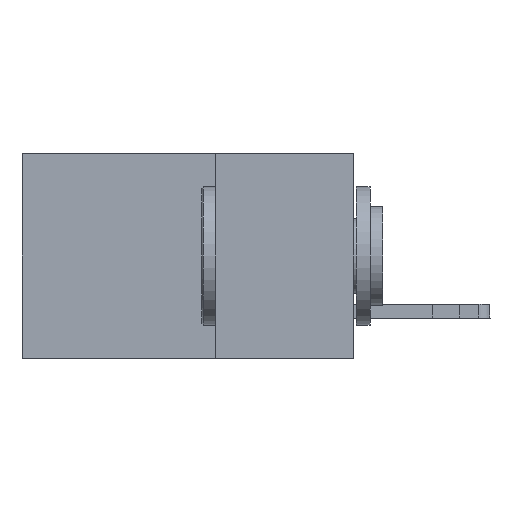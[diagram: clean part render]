
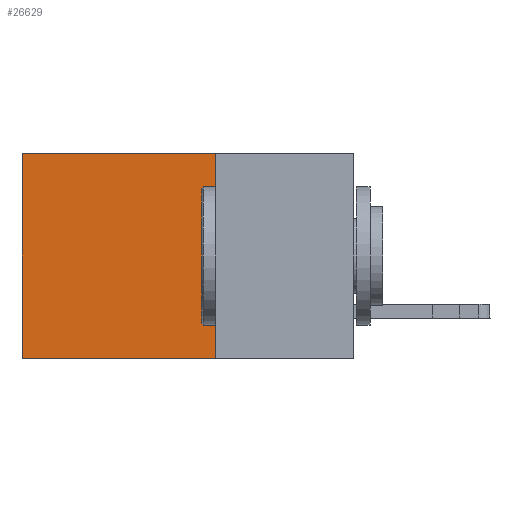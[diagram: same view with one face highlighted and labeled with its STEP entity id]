
A CAD part, left-side view. The second image highlights one B-rep face of the part: STEP entity #26629.
In plain terms, the highlighted planar face has unit normal (-1, 0, 0).
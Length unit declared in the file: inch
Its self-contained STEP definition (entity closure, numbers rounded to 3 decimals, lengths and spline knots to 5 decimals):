
#1544 = EDGE_CURVE ( 'NONE', #29571, #2544, #8782, .T. ) ;
#2278 = CARTESIAN_POINT ( 'NONE',  ( 0.2875, 0.25, -0.37 ) ) ;
#2544 = VERTEX_POINT ( 'NONE', #30939 ) ;
#3635 = VECTOR ( 'NONE', #20422, 39.37008 ) ;
#4462 = DIRECTION ( 'NONE',  ( 0., 1., 0. ) ) ;
#6229 = DIRECTION ( 'NONE',  ( 0., 0., -1. ) ) ;
#8782 = LINE ( 'NONE', #2278, #9566 ) ;
#9566 = VECTOR ( 'NONE', #4462, 39.37008 ) ;
#10506 = EDGE_LOOP ( 'NONE', ( #31063, #26709, #26734, #21658 ) ) ;
#11228 = PLANE ( 'NONE',  #31928 ) ;
#11980 = FACE_OUTER_BOUND ( 'NONE', #10506, .T. ) ;
#12580 = LINE ( 'NONE', #32199, #25833 ) ;
#12772 = CARTESIAN_POINT ( 'NONE',  ( 0.2875, 0.25, -0.37 ) ) ;
#14663 = VERTEX_POINT ( 'NONE', #22874 ) ;
#18296 = CARTESIAN_POINT ( 'NONE',  ( 0.2875, 0.25, 0. ) ) ;
#19736 = EDGE_CURVE ( 'NONE', #20243, #14663, #12580, .T. ) ;
#19797 = EDGE_CURVE ( 'NONE', #20243, #29571, #25405, .T. ) ;
#20243 = VERTEX_POINT ( 'NONE', #20883 ) ;
#20422 = DIRECTION ( 'NONE',  ( 0., 0., -1. ) ) ;
#20883 = CARTESIAN_POINT ( 'NONE',  ( 0.2875, 0.25, 0. ) ) ;
#21140 = CARTESIAN_POINT ( 'NONE',  ( 0.2875, 0.6, 0. ) ) ;
#21658 = ORIENTED_EDGE ( 'NONE', *, *, #19736, .T. ) ;
#22491 = EDGE_CURVE ( 'NONE', #14663, #2544, #24118, .T. ) ;
#22874 = CARTESIAN_POINT ( 'NONE',  ( 0.2875, 0.6, 0. ) ) ;
#23306 = DIRECTION ( 'NONE',  ( 1., 0., 0. ) ) ;
#24118 = LINE ( 'NONE', #21140, #28841 ) ;
#25405 = LINE ( 'NONE', #28400, #3635 ) ;
#25814 = DIRECTION ( 'NONE',  ( 0., 0., -1. ) ) ;
#25833 = VECTOR ( 'NONE', #30356, 39.37008 ) ;
#26629 = ADVANCED_FACE ( 'NONE', ( #11980 ), #11228, .F. ) ;
#26709 = ORIENTED_EDGE ( 'NONE', *, *, #1544, .F. ) ;
#26734 = ORIENTED_EDGE ( 'NONE', *, *, #19797, .F. ) ;
#28400 = CARTESIAN_POINT ( 'NONE',  ( 0.2875, 0.25, 0. ) ) ;
#28841 = VECTOR ( 'NONE', #6229, 39.37008 ) ;
#29571 = VERTEX_POINT ( 'NONE', #12772 ) ;
#30356 = DIRECTION ( 'NONE',  ( 0., 1., 0. ) ) ;
#30939 = CARTESIAN_POINT ( 'NONE',  ( 0.2875, 0.6, -0.37 ) ) ;
#31063 = ORIENTED_EDGE ( 'NONE', *, *, #22491, .T. ) ;
#31928 = AXIS2_PLACEMENT_3D ( 'NONE', #18296, #23306, #25814 ) ;
#32199 = CARTESIAN_POINT ( 'NONE',  ( 0.2875, 0.25, 0. ) ) ;
